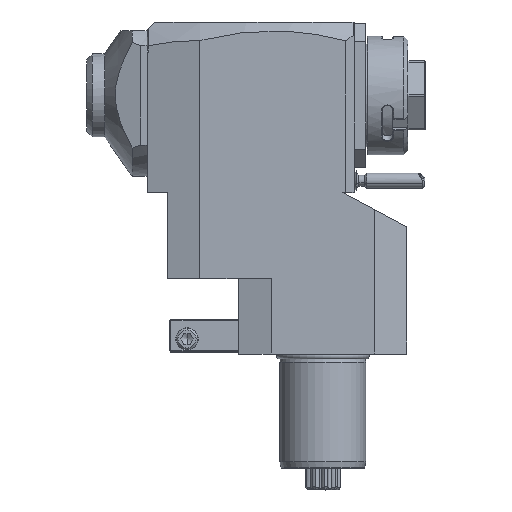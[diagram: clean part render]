
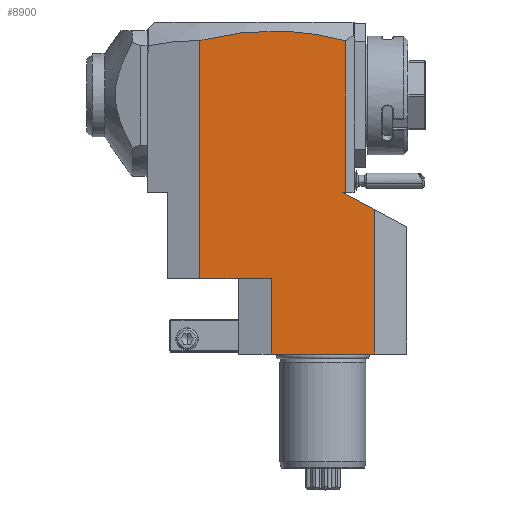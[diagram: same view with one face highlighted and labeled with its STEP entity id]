
A CAD part, top view. The second image highlights one B-rep face of the part: STEP entity #8900.
In plain terms, the highlighted planar face has unit normal (0, 0, 1).
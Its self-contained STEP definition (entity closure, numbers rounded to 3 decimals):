
#17=DIRECTION('',(-1.,0.,0.));
#18=VECTOR('',#17,48.);
#19=CARTESIAN_POINT('',(24.,0.,37.5));
#20=LINE('',#19,#18);
#63=DIRECTION('',(0.,-1.,0.));
#64=VECTOR('',#63,70.258);
#65=CARTESIAN_POINT('',(10.5,145.258,37.5));
#66=LINE('',#65,#64);
#67=DIRECTION('',(-1.,0.,0.));
#68=VECTOR('',#67,1.592);
#69=CARTESIAN_POINT('',(10.5,75.,37.5));
#70=LINE('',#69,#68);
#71=DIRECTION('',(-0.883,0.469,0.));
#72=VECTOR('',#71,17.092);
#73=CARTESIAN_POINT('',(24.,66.976,37.5));
#74=LINE('',#73,#72);
#75=CARTESIAN_POINT('',(-57.,145.435,37.5));
#76=CARTESIAN_POINT('',(-51.371,146.939,37.5));
#77=CARTESIAN_POINT('',(-40.115,149.162,37.5));
#78=CARTESIAN_POINT('',(-23.238,150.233,37.5));
#79=CARTESIAN_POINT('',(-6.365,149.072,37.5));
#80=CARTESIAN_POINT('',(4.879,146.791,37.5));
#81=CARTESIAN_POINT('',(10.5,145.258,37.5));
#2291=DIRECTION('',(0.,-1.,0.));
#2292=VECTOR('',#2291,110.435);
#2293=CARTESIAN_POINT('',(-57.,145.435,37.5));
#2294=LINE('',#2293,#2292);
#2311=DIRECTION('',(1.,0.,0.));
#2312=VECTOR('',#2311,33.);
#2313=CARTESIAN_POINT('',(-57.,35.,37.5));
#2314=LINE('',#2313,#2312);
#2934=DIRECTION('',(0.,-1.,0.));
#2935=VECTOR('',#2934,35.);
#2936=CARTESIAN_POINT('',(-24.,35.,37.5));
#2937=LINE('',#2936,#2935);
#4992=DIRECTION('',(0.,1.,0.));
#4993=VECTOR('',#4992,66.976);
#4994=CARTESIAN_POINT('',(24.,0.,37.5));
#4995=LINE('',#4994,#4993);
#8169=VERTEX_POINT('',#75);
#8170=VERTEX_POINT('',#81);
#8543=CARTESIAN_POINT('',(24.,0.,37.5));
#8544=VERTEX_POINT('',#8543);
#8545=CARTESIAN_POINT('',(-24.,0.,37.5));
#8546=VERTEX_POINT('',#8545);
#8579=CARTESIAN_POINT('',(-57.,35.,37.5));
#8581=VERTEX_POINT('',#8579);
#8593=CARTESIAN_POINT('',(10.5,75.,37.5));
#8594=VERTEX_POINT('',#8593);
#8601=CARTESIAN_POINT('',(24.,66.976,37.5));
#8602=VERTEX_POINT('',#8601);
#8789=CARTESIAN_POINT('',(8.908,75.,37.5));
#8790=VERTEX_POINT('',#8789);
#8793=CARTESIAN_POINT('',(-24.,35.,37.5));
#8794=VERTEX_POINT('',#8793);
#8877=CARTESIAN_POINT('',(-39.202,35.,37.5));
#8878=DIRECTION('',(0.,0.,1.));
#8879=DIRECTION('',(1.,0.,0.));
#8880=AXIS2_PLACEMENT_3D('',#8877,#8878,#8879);
#8881=PLANE('',#8880);
#8883=ORIENTED_EDGE('',*,*,#8882,.T.);
#8884=ORIENTED_EDGE('',*,*,#8863,.T.);
#8886=ORIENTED_EDGE('',*,*,#8885,.F.);
#8888=ORIENTED_EDGE('',*,*,#8887,.F.);
#8889=ORIENTED_EDGE('',*,*,#8810,.T.);
#8891=ORIENTED_EDGE('',*,*,#8890,.F.);
#8893=ORIENTED_EDGE('',*,*,#8892,.F.);
#8895=ORIENTED_EDGE('',*,*,#8894,.F.);
#8897=ORIENTED_EDGE('',*,*,#8896,.T.);
#8898=EDGE_LOOP('',(#8883,#8884,#8886,#8888,#8889,#8891,#8893,#8895,#8897));
#8899=FACE_OUTER_BOUND('',#8898,.F.);
#82=B_SPLINE_CURVE_WITH_KNOTS('',3,(#75,#76,#77,#78,#79,#80,#81),.UNSPECIFIED.,
.F.,.F.,(4,1,1,1,4),(0.,0.25,0.5,0.75,1.),.UNSPECIFIED.);
#8810=EDGE_CURVE('',#8544,#8546,#20,.T.);
#8863=EDGE_CURVE('',#8594,#8790,#70,.T.);
#8882=EDGE_CURVE('',#8170,#8594,#66,.T.);
#8885=EDGE_CURVE('',#8602,#8790,#74,.T.);
#8887=EDGE_CURVE('',#8544,#8602,#4995,.T.);
#8890=EDGE_CURVE('',#8794,#8546,#2937,.T.);
#8892=EDGE_CURVE('',#8581,#8794,#2314,.T.);
#8894=EDGE_CURVE('',#8169,#8581,#2294,.T.);
#8896=EDGE_CURVE('',#8169,#8170,#82,.T.);
#8900=ADVANCED_FACE('',(#8899),#8881,.T.);
